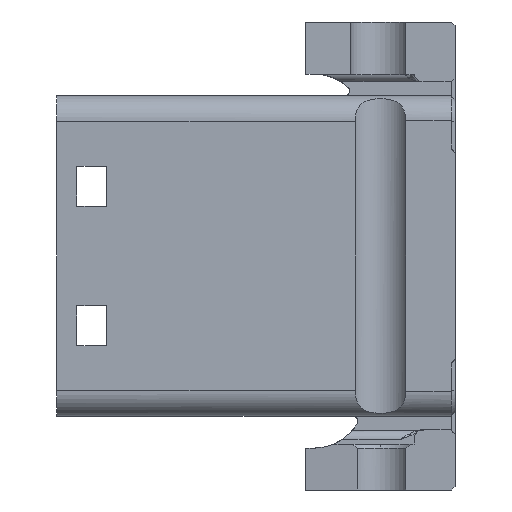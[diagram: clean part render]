
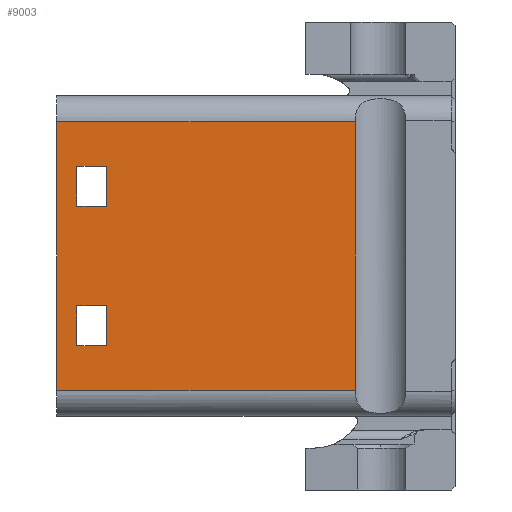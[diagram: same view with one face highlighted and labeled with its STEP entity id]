
A CAD part, left-side view. The second image highlights one B-rep face of the part: STEP entity #9003.
In plain terms, the highlighted planar face has unit normal (-1, 0, 0).
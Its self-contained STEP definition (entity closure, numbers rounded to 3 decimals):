
#66 = EDGE_CURVE ( 'NONE', #3201, #8960, #2777, .T. ) ;
#278 = CARTESIAN_POINT ( 'NONE',  ( -112., 14.1, 38. ) ) ;
#333 = LINE ( 'NONE', #2288, #2343 ) ;
#390 = CARTESIAN_POINT ( 'NONE',  ( -112., 32.1, 38. ) ) ;
#437 = DIRECTION ( 'NONE',  ( 0., -1., 0. ) ) ;
#758 = CARTESIAN_POINT ( 'NONE',  ( -112., 9.606, 40. ) ) ;
#997 = ORIENTED_EDGE ( 'NONE', *, *, #12469, .F. ) ;
#1058 = EDGE_CURVE ( 'NONE', #9730, #11727, #2354, .T. ) ;
#1070 = EDGE_CURVE ( 'NONE', #2307, #11727, #10766, .T. ) ;
#1188 = LINE ( 'NONE', #3018, #11080 ) ;
#1271 = AXIS2_PLACEMENT_3D ( 'NONE', #758, #1700, #4486 ) ;
#1299 = DIRECTION ( 'NONE',  ( 0., 1., 0. ) ) ;
#1324 = FACE_BOUND ( 'NONE', #2833, .T. ) ;
#1700 = DIRECTION ( 'NONE',  ( -1., 0., 0. ) ) ;
#1878 = CARTESIAN_POINT ( 'NONE',  ( -112., 14.1, 40. ) ) ;
#1966 = CARTESIAN_POINT ( 'NONE',  ( -112., 18.1, 38. ) ) ;
#2075 = CARTESIAN_POINT ( 'NONE',  ( -112., 36.594, 40. ) ) ;
#2149 = EDGE_CURVE ( 'NONE', #6721, #10347, #10573, .T. ) ;
#2156 = VECTOR ( 'NONE', #7107, 1000. ) ;
#2270 = FACE_OUTER_BOUND ( 'NONE', #7220, .T. ) ;
#2288 = CARTESIAN_POINT ( 'NONE',  ( -112., 18.1, 40. ) ) ;
#2307 = VERTEX_POINT ( 'NONE', #5286 ) ;
#2329 = LINE ( 'NONE', #8047, #6208 ) ;
#2343 = VECTOR ( 'NONE', #3055, 1000. ) ;
#2354 = LINE ( 'NONE', #2075, #7335 ) ;
#2609 = VERTEX_POINT ( 'NONE', #7765 ) ;
#2767 = ORIENTED_EDGE ( 'NONE', *, *, #5663, .F. ) ;
#2777 = LINE ( 'NONE', #6258, #3011 ) ;
#2833 = EDGE_LOOP ( 'NONE', ( #3705, #997, #12283, #10572 ) ) ;
#2887 = DIRECTION ( 'NONE',  ( 0., 0., 1. ) ) ;
#3011 = VECTOR ( 'NONE', #8927, 1000. ) ;
#3018 = CARTESIAN_POINT ( 'NONE',  ( -112., 28.1, 40. ) ) ;
#3055 = DIRECTION ( 'NONE',  ( 0., 0., -1. ) ) ;
#3165 = CARTESIAN_POINT ( 'NONE',  ( -112., 28.1, 35. ) ) ;
#3201 = VERTEX_POINT ( 'NONE', #5695 ) ;
#3259 = LINE ( 'NONE', #5288, #7190 ) ;
#3277 = EDGE_CURVE ( 'NONE', #6822, #8652, #3259, .T. ) ;
#3366 = LINE ( 'NONE', #11189, #10395 ) ;
#3440 = CARTESIAN_POINT ( 'NONE',  ( -112., 36.594, 10.039 ) ) ;
#3468 = PLANE ( 'NONE',  #1271 ) ;
#3645 = LINE ( 'NONE', #9548, #4114 ) ;
#3673 = DIRECTION ( 'NONE',  ( 0., 1., 0. ) ) ;
#3686 = VECTOR ( 'NONE', #3673, 1000. ) ;
#3705 = ORIENTED_EDGE ( 'NONE', *, *, #2149, .F. ) ;
#4114 = VECTOR ( 'NONE', #11286, 1000. ) ;
#4137 = VERTEX_POINT ( 'NONE', #1966 ) ;
#4359 = DIRECTION ( 'NONE',  ( 0., 0., -1. ) ) ;
#4486 = DIRECTION ( 'NONE',  ( 0., 1., 0. ) ) ;
#4740 = CARTESIAN_POINT ( 'NONE',  ( -112., 46.6, 10.039 ) ) ;
#4911 = VECTOR ( 'NONE', #10325, 1000. ) ;
#5286 = CARTESIAN_POINT ( 'NONE',  ( -112., 9.606, 10.039 ) ) ;
#5288 = CARTESIAN_POINT ( 'NONE',  ( -112., 9.606, 38. ) ) ;
#5390 = ORIENTED_EDGE ( 'NONE', *, *, #9324, .T. ) ;
#5395 = DIRECTION ( 'NONE',  ( 0., 1., 0. ) ) ;
#5400 = ORIENTED_EDGE ( 'NONE', *, *, #66, .F. ) ;
#5427 = EDGE_CURVE ( 'NONE', #8652, #3201, #8116, .T. ) ;
#5663 = EDGE_CURVE ( 'NONE', #2609, #2307, #2329, .T. ) ;
#5695 = CARTESIAN_POINT ( 'NONE',  ( -112., 32.1, 35. ) ) ;
#6137 = FACE_BOUND ( 'NONE', #7890, .T. ) ;
#6208 = VECTOR ( 'NONE', #4359, 1000. ) ;
#6258 = CARTESIAN_POINT ( 'NONE',  ( -112., 9.606, 35. ) ) ;
#6325 = LINE ( 'NONE', #11179, #9443 ) ;
#6561 = VERTEX_POINT ( 'NONE', #10838 ) ;
#6721 = VERTEX_POINT ( 'NONE', #10198 ) ;
#6822 = VERTEX_POINT ( 'NONE', #8478 ) ;
#6879 = EDGE_CURVE ( 'NONE', #8960, #6822, #1188, .T. ) ;
#7107 = DIRECTION ( 'NONE',  ( 0., 0., -1. ) ) ;
#7135 = ORIENTED_EDGE ( 'NONE', *, *, #3277, .F. ) ;
#7190 = VECTOR ( 'NONE', #1299, 1000. ) ;
#7220 = EDGE_LOOP ( 'NONE', ( #7944, #2767, #5390, #8885 ) ) ;
#7335 = VECTOR ( 'NONE', #10473, 1000. ) ;
#7456 = ORIENTED_EDGE ( 'NONE', *, *, #5427, .F. ) ;
#7765 = CARTESIAN_POINT ( 'NONE',  ( -112., 9.606, 40. ) ) ;
#7890 = EDGE_LOOP ( 'NONE', ( #11934, #5400, #7456, #7135 ) ) ;
#7944 = ORIENTED_EDGE ( 'NONE', *, *, #1070, .F. ) ;
#8047 = CARTESIAN_POINT ( 'NONE',  ( -112., 9.606, 40. ) ) ;
#8116 = LINE ( 'NONE', #10862, #2156 ) ;
#8478 = CARTESIAN_POINT ( 'NONE',  ( -112., 28.1, 38. ) ) ;
#8652 = VERTEX_POINT ( 'NONE', #390 ) ;
#8676 = EDGE_CURVE ( 'NONE', #10347, #4137, #3366, .T. ) ;
#8885 = ORIENTED_EDGE ( 'NONE', *, *, #1058, .T. ) ;
#8927 = DIRECTION ( 'NONE',  ( 0., -1., 0. ) ) ;
#8960 = VERTEX_POINT ( 'NONE', #3165 ) ;
#9003 = ADVANCED_FACE ( 'NONE', ( #2270, #1324, #6137 ), #3468, .T. ) ;
#9324 = EDGE_CURVE ( 'NONE', #2609, #9730, #3645, .T. ) ;
#9443 = VECTOR ( 'NONE', #437, 1000. ) ;
#9548 = CARTESIAN_POINT ( 'NONE',  ( -112., 9.606, 40. ) ) ;
#9730 = VERTEX_POINT ( 'NONE', #11517 ) ;
#10198 = CARTESIAN_POINT ( 'NONE',  ( -112., 14.1, 35. ) ) ;
#10325 = DIRECTION ( 'NONE',  ( 0., 0., 1. ) ) ;
#10347 = VERTEX_POINT ( 'NONE', #278 ) ;
#10395 = VECTOR ( 'NONE', #5395, 1000. ) ;
#10473 = DIRECTION ( 'NONE',  ( 0., 0., -1. ) ) ;
#10572 = ORIENTED_EDGE ( 'NONE', *, *, #8676, .F. ) ;
#10573 = LINE ( 'NONE', #1878, #4911 ) ;
#10766 = LINE ( 'NONE', #4740, #3686 ) ;
#10838 = CARTESIAN_POINT ( 'NONE',  ( -112., 18.1, 35. ) ) ;
#10862 = CARTESIAN_POINT ( 'NONE',  ( -112., 32.1, 40. ) ) ;
#11080 = VECTOR ( 'NONE', #2887, 1000. ) ;
#11179 = CARTESIAN_POINT ( 'NONE',  ( -112., 9.606, 35. ) ) ;
#11189 = CARTESIAN_POINT ( 'NONE',  ( -112., 9.606, 38. ) ) ;
#11286 = DIRECTION ( 'NONE',  ( 0., 1., 0. ) ) ;
#11517 = CARTESIAN_POINT ( 'NONE',  ( -112., 36.594, 40. ) ) ;
#11727 = VERTEX_POINT ( 'NONE', #3440 ) ;
#11934 = ORIENTED_EDGE ( 'NONE', *, *, #6879, .F. ) ;
#12079 = EDGE_CURVE ( 'NONE', #4137, #6561, #333, .T. ) ;
#12283 = ORIENTED_EDGE ( 'NONE', *, *, #12079, .F. ) ;
#12469 = EDGE_CURVE ( 'NONE', #6561, #6721, #6325, .T. ) ;
